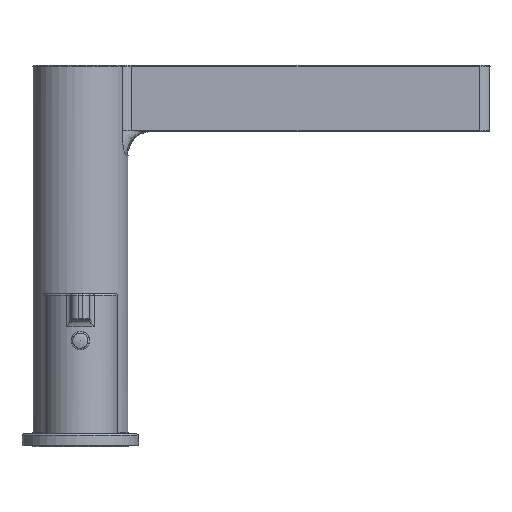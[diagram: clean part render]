
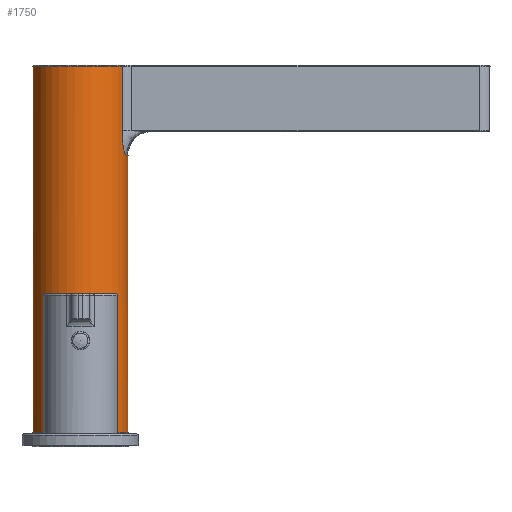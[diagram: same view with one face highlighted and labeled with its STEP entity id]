
A CAD part, left-side view. The second image highlights one B-rep face of the part: STEP entity #1750.
In plain terms, the highlighted cylindrical face has radius 20.5 mm (diameter 41 mm), a full revolution.
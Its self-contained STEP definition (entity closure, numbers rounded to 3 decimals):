
#50=B_SPLINE_CURVE_WITH_KNOTS('',3,(#3375,#3376,#3377,#3378,#3379,#3380,
#3381,#3382,#3383,#3384,#3385,#3386,#3387,#3388,#3389,#3390),
 .UNSPECIFIED.,.F.,.F.,(4,3,3,3,3,4),(0.,0.203,0.474,
0.737,0.928,1.),.UNSPECIFIED.);
#51=B_SPLINE_CURVE_WITH_KNOTS('',3,(#3394,#3395,#3396,#3397,#3398,#3399,
#3400,#3401,#3402,#3403,#3404,#3405,#3406,#3407,#3408,#3409,#3410,#3411,
#3412),.UNSPECIFIED.,.F.,.F.,(4,3,3,3,3,3,4),(0.,0.134,0.282,
0.466,0.656,0.889,1.),.UNSPECIFIED.);
#101=LINE('',#3373,#165);
#102=LINE('',#3413,#166);
#165=VECTOR('',#2448,27.5);
#166=VECTOR('',#2451,27.5);
#213=CYLINDRICAL_SURFACE('',#1967,20.5);
#280=FACE_BOUND('',#523,.T.);
#375=FACE_OUTER_BOUND('',#522,.T.);
#522=EDGE_LOOP('',(#1390,#1391,#1392,#1393,#1394,#1395));
#523=EDGE_LOOP('',(#1396));
#651=CIRCLE('',#1966,20.5);
#652=CIRCLE('',#1968,20.5);
#653=CIRCLE('',#1969,20.5);
#793=VERTEX_POINT('',#3366);
#794=VERTEX_POINT('',#3369);
#795=VERTEX_POINT('',#3370);
#796=VERTEX_POINT('',#3372);
#797=VERTEX_POINT('',#3374);
#798=VERTEX_POINT('',#3391);
#799=VERTEX_POINT('',#3393);
#992=EDGE_CURVE('',#793,#793,#651,.T.);
#993=EDGE_CURVE('',#794,#795,#652,.T.);
#994=EDGE_CURVE('',#796,#794,#101,.T.);
#995=EDGE_CURVE('',#797,#796,#50,.T.);
#996=EDGE_CURVE('',#798,#797,#653,.T.);
#997=EDGE_CURVE('',#799,#798,#51,.T.);
#998=EDGE_CURVE('',#795,#799,#102,.T.);
#1390=ORIENTED_EDGE('',*,*,#993,.F.);
#1391=ORIENTED_EDGE('',*,*,#994,.F.);
#1392=ORIENTED_EDGE('',*,*,#995,.F.);
#1393=ORIENTED_EDGE('',*,*,#996,.F.);
#1394=ORIENTED_EDGE('',*,*,#997,.F.);
#1395=ORIENTED_EDGE('',*,*,#998,.F.);
#1396=ORIENTED_EDGE('',*,*,#992,.F.);
#1750=ADVANCED_FACE('',(#375,#280),#213,.T.);
#1966=AXIS2_PLACEMENT_3D('',#3367,#2442,#2443);
#1967=AXIS2_PLACEMENT_3D('',#3368,#2444,#2445);
#1968=AXIS2_PLACEMENT_3D('',#3371,#2446,#2447);
#1969=AXIS2_PLACEMENT_3D('',#3392,#2449,#2450);
#2442=DIRECTION('center_axis',(0.,0.,
-1.));
#2443=DIRECTION('ref_axis',(-1.,0.,0.));
#2444=DIRECTION('center_axis',(0.,0.,
1.));
#2445=DIRECTION('ref_axis',(-1.,0.,0.));
#2446=DIRECTION('center_axis',(0.,0.,
1.));
#2447=DIRECTION('ref_axis',(0.,1.,0.));
#2448=DIRECTION('',(0.,0.,1.));
#2449=DIRECTION('center_axis',(0.,0.,
1.));
#2450=DIRECTION('ref_axis',(0.,-1.,0.));
#2451=DIRECTION('',(0.,0.,-1.));
#3366=CARTESIAN_POINT('',(20.5,0.,25.5));
#3367=CARTESIAN_POINT('Origin',(0.,0.,
25.5));
#3368=CARTESIAN_POINT('Origin',(0.,0.,
25.));
#3369=CARTESIAN_POINT('',(9.84,-17.984,182.5));
#3370=CARTESIAN_POINT('',(-9.84,-17.984,182.5));
#3371=CARTESIAN_POINT('Origin',(0.,0.,
182.5));
#3372=CARTESIAN_POINT('',(9.84,-17.984,155.));
#3373=CARTESIAN_POINT('',(9.84,-17.984,25.));
#3374=CARTESIAN_POINT('',(4.705,-19.953,144.5));
#3375=CARTESIAN_POINT('Ctrl Pts',(4.705,-19.953,144.5));
#3376=CARTESIAN_POINT('Ctrl Pts',(5.487,-19.768,144.5));
#3377=CARTESIAN_POINT('Ctrl Pts',(6.186,-19.555,144.525));
#3378=CARTESIAN_POINT('Ctrl Pts',(6.797,-19.34,144.806));
#3379=CARTESIAN_POINT('Ctrl Pts',(7.609,-19.055,145.18));
#3380=CARTESIAN_POINT('Ctrl Pts',(8.267,-18.767,146.008));
#3381=CARTESIAN_POINT('Ctrl Pts',(8.747,-18.54,147.194));
#3382=CARTESIAN_POINT('Ctrl Pts',(9.214,-18.32,148.347));
#3383=CARTESIAN_POINT('Ctrl Pts',(9.512,-18.16,149.808));
#3384=CARTESIAN_POINT('Ctrl Pts',(9.67,-18.076,151.219));
#3385=CARTESIAN_POINT('Ctrl Pts',(9.785,-18.015,152.242));
#3386=CARTESIAN_POINT('Ctrl Pts',(9.825,-17.992,153.233));
#3387=CARTESIAN_POINT('Ctrl Pts',(9.836,-17.986,154.086));
#3388=CARTESIAN_POINT('Ctrl Pts',(9.84,-17.984,154.409));
#3389=CARTESIAN_POINT('Ctrl Pts',(9.84,-17.984,154.715));
#3390=CARTESIAN_POINT('Ctrl Pts',(9.84,-17.984,155.));
#3391=CARTESIAN_POINT('',(-4.705,-19.953,144.5));
#3392=CARTESIAN_POINT('Origin',(0.,0.,
144.5));
#3393=CARTESIAN_POINT('',(-9.84,-17.984,155.));
#3394=CARTESIAN_POINT('Ctrl Pts',(-9.84,-17.984,155.));
#3395=CARTESIAN_POINT('Ctrl Pts',(-9.84,-17.984,154.472));
#3396=CARTESIAN_POINT('Ctrl Pts',(-9.838,-17.985,153.872));
#3397=CARTESIAN_POINT('Ctrl Pts',(-9.814,-17.998,153.216));
#3398=CARTESIAN_POINT('Ctrl Pts',(-9.788,-18.012,152.487));
#3399=CARTESIAN_POINT('Ctrl Pts',(-9.733,-18.043,151.722));
#3400=CARTESIAN_POINT('Ctrl Pts',(-9.632,-18.096,150.91));
#3401=CARTESIAN_POINT('Ctrl Pts',(-9.506,-18.163,149.903));
#3402=CARTESIAN_POINT('Ctrl Pts',(-9.315,-18.264,148.925));
#3403=CARTESIAN_POINT('Ctrl Pts',(-9.037,-18.401,148.021));
#3404=CARTESIAN_POINT('Ctrl Pts',(-8.752,-18.541,147.093));
#3405=CARTESIAN_POINT('Ctrl Pts',(-8.386,-18.713,146.32));
#3406=CARTESIAN_POINT('Ctrl Pts',(-7.933,-18.903,145.737));
#3407=CARTESIAN_POINT('Ctrl Pts',(-7.376,-19.137,145.02));
#3408=CARTESIAN_POINT('Ctrl Pts',(-6.707,-19.389,144.67));
#3409=CARTESIAN_POINT('Ctrl Pts',(-5.913,-19.629,144.557));
#3410=CARTESIAN_POINT('Ctrl Pts',(-5.533,-19.743,144.502));
#3411=CARTESIAN_POINT('Ctrl Pts',(-5.133,-19.852,144.5));
#3412=CARTESIAN_POINT('Ctrl Pts',(-4.705,-19.953,144.5));
#3413=CARTESIAN_POINT('',(-9.84,-17.984,25.));
